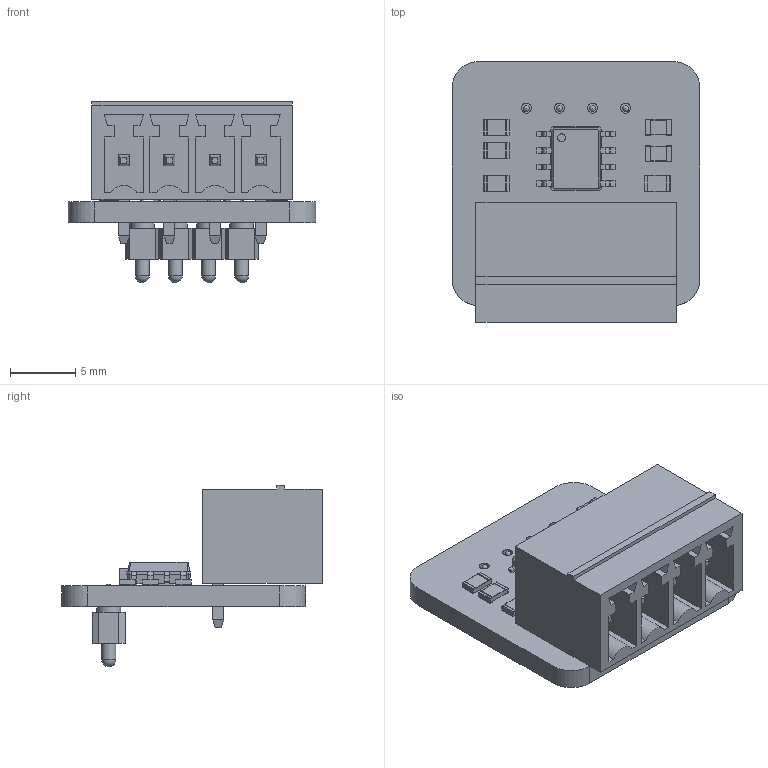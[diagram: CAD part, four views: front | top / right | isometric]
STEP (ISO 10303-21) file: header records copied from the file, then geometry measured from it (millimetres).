
FILE_DESCRIPTION(('KiCad electronic assembly'),'2;1');
FILE_NAME('connector_board4.step','2020-08-03T23:11:18',('An Author'),( 'A Company'),'Open CASCADE STEP processor 6.9', 'KiCad to STEP converter','Unknown');
FILE_SCHEMA(('AUTOMOTIVE_DESIGN { 1 0 10303 214 1 1 1 1 }'));
Length unit declared in the file: millimetre
Products named in the file (12): Open CASCADE STEP translator 6.9 1; Phoneix_connector_from_Patrick's_model; COMPOUND; POGO_pins_export; SOIC-8-1EP_3.9x4.9mm_P1.27mm_EP2.35x2.35mm; SOLID; R_0805_2012Metric; C_0805_2012Metric
Assembly tree (15 placements, depth 3):
  Open CASCADE STEP translator 6.9 1
    Phoneix_connector_from_Patrick's_model
      COMPOUND
    POGO_pins_export
      COMPOUND
    SOIC-8-1EP_3.9x4.9mm_P1.27mm_EP2.35x2.35mm
      SOLID
    R_0805_2012Metric  x4
      SOLID
    C_0805_2012Metric  x2
      SOLID
    COMPOUND
Bounding box: 19 x 20.03 x 13.95 mm (x, y, z)
Volume: 1306.2 mm3; surface area: 2453.8 mm2
Topology: 10 solids, 10 shells, 533 faces, 1365 edges, 874 vertices
Faces by surface type: plane 376, cylinder 117, bspline 32, sphere 8
Full cylindrical faces by diameter (mm): 0.432 x4, 0.6 x1, 0.762 x4, 1.067 x4, 1.2 x4, 1.829 x4
Entity records: 30827 total; most frequent: CARTESIAN_POINT 6106, DIRECTION 4038, LINE 2779, VECTOR 2779, ORIENTED_EDGE 2162, PCURVE 2162, DEFINITIONAL_REPRESENTATION 2162, EDGE_CURVE 1081
